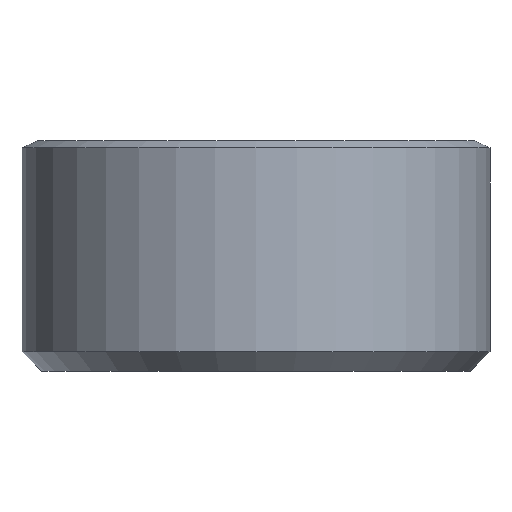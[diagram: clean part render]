
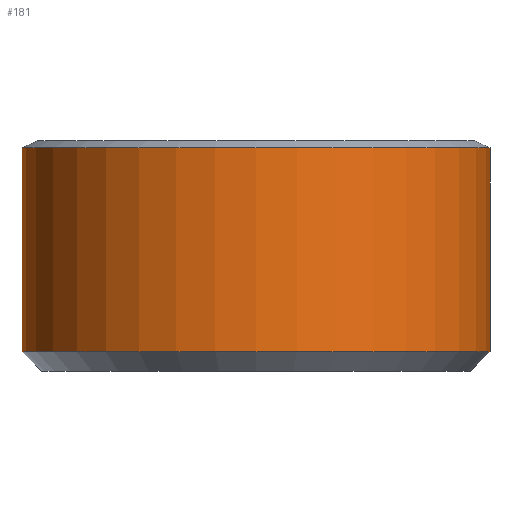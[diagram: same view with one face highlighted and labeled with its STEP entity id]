
A CAD part, front view. The second image highlights one B-rep face of the part: STEP entity #181.
In plain terms, the highlighted cylindrical face has radius 3 mm (diameter 6 mm), a partial arc.
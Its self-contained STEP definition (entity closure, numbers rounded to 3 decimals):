
#5 = ORIENTED_EDGE ( 'NONE', *, *, #189, .T. ) ;
#18 = AXIS2_PLACEMENT_3D ( 'NONE', #24, #212, #148 ) ;
#24 = CARTESIAN_POINT ( 'NONE',  ( 0., 0., 0.523 ) ) ;
#28 = AXIS2_PLACEMENT_3D ( 'NONE', #249, #316, #118 ) ;
#30 = VERTEX_POINT ( 'NONE', #318 ) ;
#46 = EDGE_CURVE ( 'NONE', #115, #30, #232, .T. ) ;
#55 = CARTESIAN_POINT ( 'NONE',  ( -3., 0., 0.523 ) ) ;
#57 = EDGE_CURVE ( 'NONE', #127, #58, #231, .T. ) ;
#58 = VERTEX_POINT ( 'NONE', #211 ) ;
#60 = AXIS2_PLACEMENT_3D ( 'NONE', #109, #141, #299 ) ;
#75 = EDGE_LOOP ( 'NONE', ( #319, #182, #93, #5 ) ) ;
#76 = EDGE_CURVE ( 'NONE', #127, #115, #272, .T. ) ;
#93 = ORIENTED_EDGE ( 'NONE', *, *, #46, .T. ) ;
#107 = DIRECTION ( 'NONE',  ( 0., 0., 1. ) ) ;
#109 = CARTESIAN_POINT ( 'NONE',  ( 0., 0., -1.227 ) ) ;
#115 = VERTEX_POINT ( 'NONE', #317 ) ;
#118 = DIRECTION ( 'NONE',  ( -1., 0., 0. ) ) ;
#122 = CARTESIAN_POINT ( 'NONE',  ( 3., 0., 0.523 ) ) ;
#127 = VERTEX_POINT ( 'NONE', #255 ) ;
#141 = DIRECTION ( 'NONE',  ( 0., 0., 1. ) ) ;
#148 = DIRECTION ( 'NONE',  ( 1., 0., 0. ) ) ;
#181 = ADVANCED_FACE ( 'NONE', ( #274 ), #208, .T. ) ;
#182 = ORIENTED_EDGE ( 'NONE', *, *, #76, .T. ) ;
#189 = EDGE_CURVE ( 'NONE', #30, #58, #263, .T. ) ;
#208 = CYLINDRICAL_SURFACE ( 'NONE', #18, 3. ) ;
#211 = CARTESIAN_POINT ( 'NONE',  ( -3., 0., 1.386 ) ) ;
#212 = DIRECTION ( 'NONE',  ( 0., 0., 1. ) ) ;
#224 = VECTOR ( 'NONE', #107, 1000. ) ;
#226 = VECTOR ( 'NONE', #301, 1000. ) ;
#231 = LINE ( 'NONE', #55, #224 ) ;
#232 = LINE ( 'NONE', #122, #226 ) ;
#249 = CARTESIAN_POINT ( 'NONE',  ( 0., 0., 1.386 ) ) ;
#255 = CARTESIAN_POINT ( 'NONE',  ( -3., 0., -1.227 ) ) ;
#263 = CIRCLE ( 'NONE', #28, 3. ) ;
#272 = CIRCLE ( 'NONE', #60, 3. ) ;
#274 = FACE_OUTER_BOUND ( 'NONE', #75, .T. ) ;
#299 = DIRECTION ( 'NONE',  ( 1., 0., 0. ) ) ;
#301 = DIRECTION ( 'NONE',  ( 0., 0., 1. ) ) ;
#316 = DIRECTION ( 'NONE',  ( 0., 0., -1. ) ) ;
#317 = CARTESIAN_POINT ( 'NONE',  ( 3., 0., -1.227 ) ) ;
#318 = CARTESIAN_POINT ( 'NONE',  ( 3., 0., 1.386 ) ) ;
#319 = ORIENTED_EDGE ( 'NONE', *, *, #57, .F. ) ;
